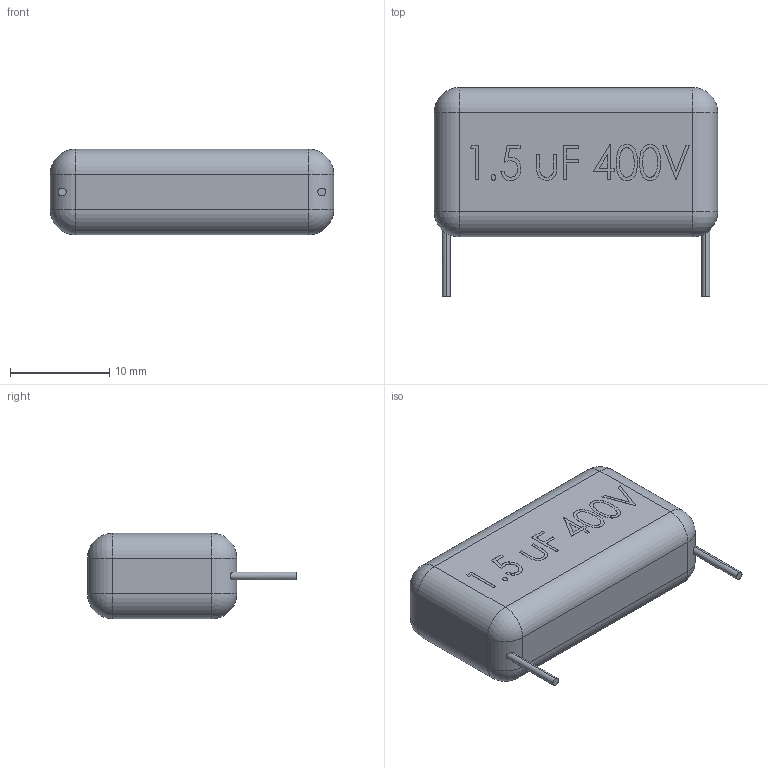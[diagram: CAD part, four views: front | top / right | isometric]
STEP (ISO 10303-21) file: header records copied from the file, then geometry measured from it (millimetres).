
FILE_DESCRIPTION (( 'STEP AP214' ), '1' );
FILE_NAME ('Hitano MER 1.5uF 400V.STEP', '2023-05-25T13:56:25', ( '' ), ( '' ), 'SwSTEP 2.0', 'SolidWorks 2021', '' );
FILE_SCHEMA (( 'AUTOMOTIVE_DESIGN' ));
Length unit declared in the file: millimetre
Products named in the file (1): Hitano MER 1.5uF 400V
Bounding box: 28.5 x 21 x 8.6 mm (x, y, z)
Volume: 3424.1 mm3; surface area: 1405.6 mm2
Topology: 1 solids, 1 shells, 128 faces, 320 edges, 200 vertices
Faces by surface type: plane 68, bspline 36, cylinder 16, sphere 8
Entity records: 7161 total; most frequent: CARTESIAN_POINT 3267, ORIENTED_EDGE 624, DIRECTION 450, EDGE_CURVE 312, LINE 208, VECTOR 208, VERTEX_POINT 200, EDGE_LOOP 142
